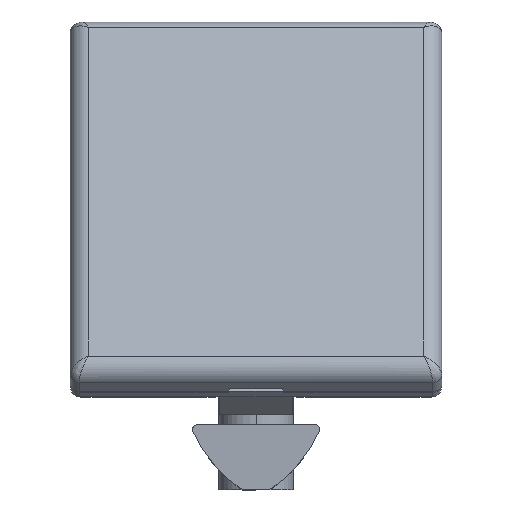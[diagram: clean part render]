
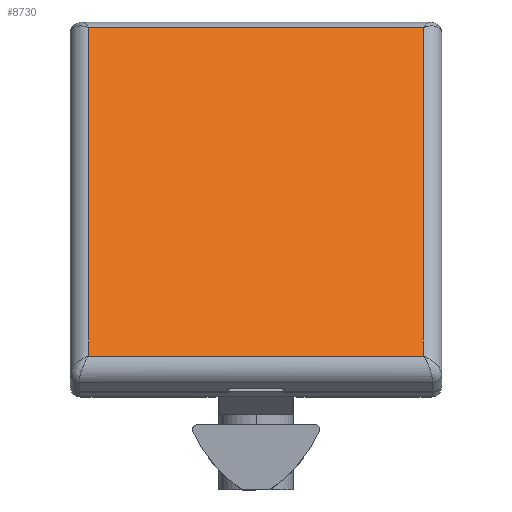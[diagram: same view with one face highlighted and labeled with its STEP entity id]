
A CAD part, top view. The second image highlights one B-rep face of the part: STEP entity #8730.
In plain terms, the highlighted face is planar.
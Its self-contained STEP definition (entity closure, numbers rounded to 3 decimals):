
#880 = EDGE_LOOP ( 'NONE', ( #8047, #7980, #8029, #7996 ) ) ;
#966 = VERTEX_POINT ( 'NONE', #4481 ) ;
#1044 = VERTEX_POINT ( 'NONE', #4559 ) ;
#1209 = VERTEX_POINT ( 'NONE', #5284 ) ;
#1228 = VERTEX_POINT ( 'NONE', #5303 ) ;
#3572 = AXIS2_PLACEMENT_3D ( 'NONE', #6693, #6694, #6695 ) ;
#4481 = CARTESIAN_POINT ( 'NONE',  ( 25.1, -18.05, -3.5 ) ) ;
#4559 = CARTESIAN_POINT ( 'NONE',  ( 25.1, 18.05, -3.5 ) ) ;
#4852 = LINE ( 'NONE', #5465, #4855 ) ;
#4854 = LINE ( 'NONE', #5461, #4861 ) ;
#4855 = VECTOR ( 'NONE', #5467, 1000. ) ;
#4858 = LINE ( 'NONE', #5466, #4867 ) ;
#4861 = VECTOR ( 'NONE', #5472, 1000. ) ;
#4867 = VECTOR ( 'NONE', #5478, 1000. ) ;
#4874 = LINE ( 'NONE', #5476, #4876 ) ;
#4876 = VECTOR ( 'NONE', #5470, 1000. ) ;
#5284 = CARTESIAN_POINT ( 'NONE',  ( -25.1, -18.05, -3.5 ) ) ;
#5303 = CARTESIAN_POINT ( 'NONE',  ( -25.1, 18.05, -3.5 ) ) ;
#5461 = CARTESIAN_POINT ( 'NONE',  ( 25.1, 19.05, -3.5 ) ) ;
#5465 = CARTESIAN_POINT ( 'NONE',  ( -26.1, -18.05, -3.5 ) ) ;
#5466 = CARTESIAN_POINT ( 'NONE',  ( -26.1, 18.05, -3.5 ) ) ;
#5467 = DIRECTION ( 'NONE',  ( -1., 0., 0. ) ) ;
#5470 = DIRECTION ( 'NONE',  ( 0., 1., 0. ) ) ;
#5472 = DIRECTION ( 'NONE',  ( 0., -1., 0. ) ) ;
#5476 = CARTESIAN_POINT ( 'NONE',  ( -25.1, 19.05, -3.5 ) ) ;
#5478 = DIRECTION ( 'NONE',  ( 1., 0., 0. ) ) ;
#6218 = FACE_OUTER_BOUND ( 'NONE', #880, .T. ) ;
#6690 = PLANE ( 'NONE',  #3572 ) ;
#6693 = CARTESIAN_POINT ( 'NONE',  ( -26.1, 19.05, -3.5 ) ) ;
#6694 = DIRECTION ( 'NONE',  ( 0., 0., -1. ) ) ;
#6695 = DIRECTION ( 'NONE',  ( -1., 0., 0. ) ) ;
#7980 = ORIENTED_EDGE ( 'NONE', *, *, #8159, .T. ) ;
#7996 = ORIENTED_EDGE ( 'NONE', *, *, #8151, .T. ) ;
#8029 = ORIENTED_EDGE ( 'NONE', *, *, #8154, .T. ) ;
#8047 = ORIENTED_EDGE ( 'NONE', *, *, #8148, .T. ) ;
#8148 = EDGE_CURVE ( 'NONE', #966, #1209, #4852, .T. ) ;
#8151 = EDGE_CURVE ( 'NONE', #1044, #966, #4854, .T. ) ;
#8154 = EDGE_CURVE ( 'NONE', #1228, #1044, #4858, .T. ) ;
#8159 = EDGE_CURVE ( 'NONE', #1209, #1228, #4874, .T. ) ;
#8730 = ADVANCED_FACE ( 'NONE', ( #6218 ), #6690, .T. ) ;
